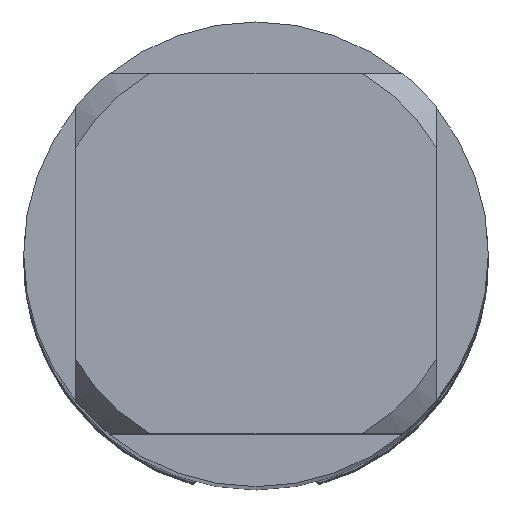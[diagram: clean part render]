
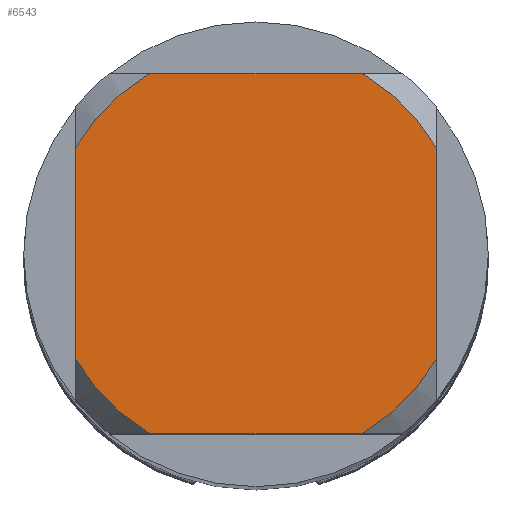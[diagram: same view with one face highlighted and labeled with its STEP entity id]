
A CAD part, top view. The second image highlights one B-rep face of the part: STEP entity #6543.
In plain terms, the highlighted planar face has unit normal (0, 0, 1).
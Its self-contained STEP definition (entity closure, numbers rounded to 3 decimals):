
#3163=VERTEX_POINT('',#8961);
#3215=VERTEX_POINT('',#9015);
#3321=VERTEX_POINT('',#9127);
#3365=VERTEX_POINT('',#9178);
#3747=VERTEX_POINT('',#9605);
#4531=EDGE_CURVE('',#3215,#4795,#10456,.T.);
#4613=EDGE_CURVE('',#3747,#6725,#10544,.T.);
#4795=VERTEX_POINT('',#10738);
#5113=EDGE_CURVE('',#3321,#4795,#11088,.T.);
#5205=EDGE_CURVE('',#3215,#3163,#11187,.T.);
#5973=EDGE_CURVE('',#3365,#6725,#12016,.T.);
#6471=EDGE_CURVE('',#3747,#7353,#12550,.T.);
#6543=ADVANCED_FACE('',(#12629),#12630,.T.);
#6725=VERTEX_POINT('',#12833);
#7353=VERTEX_POINT('',#13524);
#7355=EDGE_CURVE('',#3321,#7353,#13526,.T.);
#7895=EDGE_CURVE('',#3365,#3163,#14112,.T.);
#8961=CARTESIAN_POINT('',(1.83,-3.1,0.0));
#9015=CARTESIAN_POINT('',(-1.83,-3.1,0.0));
#9127=CARTESIAN_POINT('',(-3.1,1.83,0.0));
#9178=CARTESIAN_POINT('',(3.1,-1.83,0.0));
#9605=CARTESIAN_POINT('',(1.83,3.1,0.0));
#10456=CIRCLE('',#17862,3.6);
#10544=CIRCLE('',#18054,3.6);
#10738=CARTESIAN_POINT('',(-3.1,-1.83,0.0));
#11088=LINE('',#18934,#18935);
#11187=LINE('',#19104,#19105);
#12016=LINE('',#20502,#20503);
#12550=LINE('',#21466,#21467);
#12629=FACE_OUTER_BOUND('',#21579,.T.);
#12630=PLANE('',#21580);
#12833=CARTESIAN_POINT('',(3.1,1.83,0.0));
#13524=CARTESIAN_POINT('',(-1.83,3.1,0.0));
#13526=CIRCLE('',#23062,3.6);
#14112=CIRCLE('',#24010,3.6);
#17862=AXIS2_PLACEMENT_3D('',#27303,#27304,#27305);
#18054=AXIS2_PLACEMENT_3D('',#27381,#27382,#27383);
#18934=CARTESIAN_POINT('',(-3.1,0.9,0.0));
#18935=VECTOR('',#27954,1.0);
#19104=CARTESIAN_POINT('',(0.0,-3.1,0.0));
#19105=VECTOR('',#28035,1.0);
#20502=CARTESIAN_POINT('',(3.1,0.9,0.0));
#20503=VECTOR('',#29054,1.0);
#21466=CARTESIAN_POINT('',(0.0,3.1,0.0));
#21467=VECTOR('',#29802,1.0);
#21579=EDGE_LOOP('',(#29882,#29883,#29884,#29885,#29886,#29887,#29888,#29889));
#21580=AXIS2_PLACEMENT_3D('',#29890,#29891,#29892);
#23062=AXIS2_PLACEMENT_3D('',#30914,#30915,#30916);
#24010=AXIS2_PLACEMENT_3D('',#31507,#31508,#31509);
#27303=CARTESIAN_POINT('',(0.0,0.0,0.0));
#27304=DIRECTION('',(0.0,0.0,-1.0));
#27305=DIRECTION('',(0.0,1.0,0.0));
#27381=CARTESIAN_POINT('',(0.0,0.0,0.0));
#27382=DIRECTION('',(0.0,0.0,-1.0));
#27383=DIRECTION('',(0.0,1.0,0.0));
#27954=DIRECTION('',(-0.0,-1.0,0.0));
#28035=DIRECTION('',(1.0,0.0,0.0));
#29054=DIRECTION('',(-0.0,1.0,0.0));
#29802=DIRECTION('',(-1.0,0.0,0.0));
#29882=ORIENTED_EDGE('',*,*,#5113,.T.);
#29883=ORIENTED_EDGE('',*,*,#4531,.F.);
#29884=ORIENTED_EDGE('',*,*,#5205,.T.);
#29885=ORIENTED_EDGE('',*,*,#7895,.F.);
#29886=ORIENTED_EDGE('',*,*,#5973,.T.);
#29887=ORIENTED_EDGE('',*,*,#4613,.F.);
#29888=ORIENTED_EDGE('',*,*,#6471,.T.);
#29889=ORIENTED_EDGE('',*,*,#7355,.F.);
#29890=CARTESIAN_POINT('',(0.0,1.8,0.0));
#29891=DIRECTION('',(-0.0,0.0,1.0));
#29892=DIRECTION('',(0.0,-1.0,0.0));
#30914=CARTESIAN_POINT('',(0.0,0.0,0.0));
#30915=DIRECTION('',(0.0,0.0,-1.0));
#30916=DIRECTION('',(0.0,1.0,0.0));
#31507=CARTESIAN_POINT('',(0.0,0.0,0.0));
#31508=DIRECTION('',(0.0,0.0,-1.0));
#31509=DIRECTION('',(0.0,1.0,0.0));
